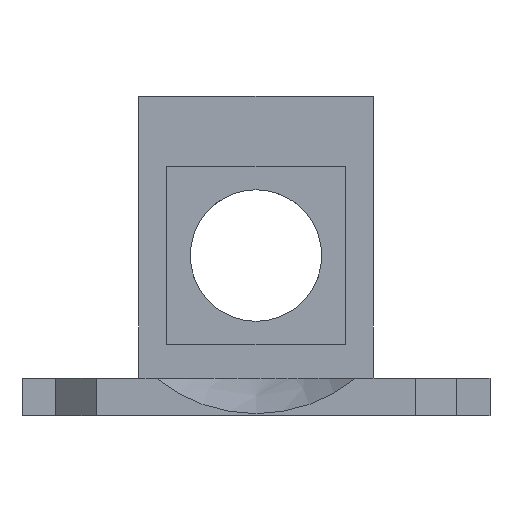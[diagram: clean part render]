
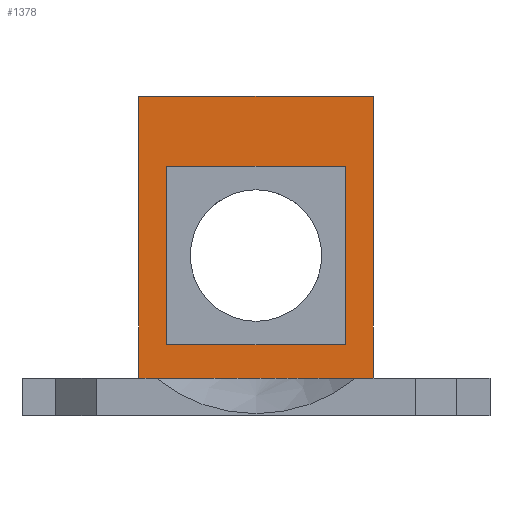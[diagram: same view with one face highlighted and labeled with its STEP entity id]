
A CAD part, front view. The second image highlights one B-rep face of the part: STEP entity #1378.
In plain terms, the highlighted planar face has unit normal (0, -1, 0).
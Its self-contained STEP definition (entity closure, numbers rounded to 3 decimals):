
#30=FACE_BOUND('',#213,.T.);
#67=PLANE('',#1485);
#136=FACE_OUTER_BOUND('',#212,.T.);
#212=EDGE_LOOP('',(#1172,#1173,#1174,#1175));
#213=EDGE_LOOP('',(#1176,#1177,#1178,#1179));
#331=LINE('',#2380,#489);
#338=LINE('',#2395,#496);
#342=LINE('',#2403,#500);
#345=LINE('',#2409,#503);
#348=LINE('',#2414,#506);
#373=LINE('',#2470,#531);
#374=LINE('',#2473,#532);
#375=LINE('',#2474,#533);
#489=VECTOR('',#1682,10.);
#496=VECTOR('',#1691,10.);
#500=VECTOR('',#1697,10.);
#503=VECTOR('',#1702,10.);
#506=VECTOR('',#1707,10.);
#531=VECTOR('',#1746,10.);
#532=VECTOR('',#1749,10.);
#533=VECTOR('',#1750,10.);
#668=VERTEX_POINT('',#2377);
#669=VERTEX_POINT('',#2379);
#675=VERTEX_POINT('',#2393);
#676=VERTEX_POINT('',#2394);
#679=VERTEX_POINT('',#2402);
#681=VERTEX_POINT('',#2408);
#703=VERTEX_POINT('',#2468);
#704=VERTEX_POINT('',#2472);
#833=EDGE_CURVE('',#668,#669,#331,.T.);
#840=EDGE_CURVE('',#675,#676,#338,.T.);
#844=EDGE_CURVE('',#679,#675,#342,.T.);
#847=EDGE_CURVE('',#681,#679,#345,.T.);
#850=EDGE_CURVE('',#676,#681,#348,.T.);
#877=EDGE_CURVE('',#703,#669,#373,.T.);
#878=EDGE_CURVE('',#703,#704,#374,.T.);
#879=EDGE_CURVE('',#704,#668,#375,.T.);
#1172=ORIENTED_EDGE('',*,*,#878,.F.);
#1173=ORIENTED_EDGE('',*,*,#877,.T.);
#1174=ORIENTED_EDGE('',*,*,#833,.F.);
#1175=ORIENTED_EDGE('',*,*,#879,.F.);
#1176=ORIENTED_EDGE('',*,*,#840,.T.);
#1177=ORIENTED_EDGE('',*,*,#850,.T.);
#1178=ORIENTED_EDGE('',*,*,#847,.T.);
#1179=ORIENTED_EDGE('',*,*,#844,.T.);
#1378=ADVANCED_FACE('',(#136,#30),#67,.T.);
#1485=AXIS2_PLACEMENT_3D('',#2471,#1747,#1748);
#1682=DIRECTION('',(1.,0.,0.));
#1691=DIRECTION('',(-1.,0.,0.));
#1697=DIRECTION('',(0.,0.,-1.));
#1702=DIRECTION('',(1.,0.,0.));
#1707=DIRECTION('',(0.,0.,1.));
#1746=DIRECTION('',(0.,0.,1.));
#1747=DIRECTION('center_axis',(0.,-1.,0.));
#1748=DIRECTION('ref_axis',(1.,0.,0.));
#1749=DIRECTION('',(-1.,0.,0.));
#1750=DIRECTION('',(0.,0.,1.));
#2377=CARTESIAN_POINT('',(-33.43,8.93,43.));
#2379=CARTESIAN_POINT('',(-8.43,8.93,43.));
#2380=CARTESIAN_POINT('',(-33.43,8.93,43.));
#2393=CARTESIAN_POINT('',(-11.43,8.93,16.55));
#2394=CARTESIAN_POINT('',(-30.43,8.93,16.55));
#2395=CARTESIAN_POINT('',(-22.43,8.93,16.55));
#2402=CARTESIAN_POINT('',(-11.43,8.93,35.55));
#2403=CARTESIAN_POINT('',(-11.43,8.93,24.275));
#2408=CARTESIAN_POINT('',(-30.43,8.93,35.55));
#2409=CARTESIAN_POINT('',(-31.93,8.93,35.55));
#2414=CARTESIAN_POINT('',(-30.43,8.93,14.775));
#2468=CARTESIAN_POINT('',(-8.43,8.93,13.));
#2470=CARTESIAN_POINT('',(-8.43,8.93,13.));
#2471=CARTESIAN_POINT('Origin',(-33.43,8.93,13.));
#2472=CARTESIAN_POINT('',(-33.43,8.93,13.));
#2473=CARTESIAN_POINT('',(-15.644,8.93,13.));
#2474=CARTESIAN_POINT('',(-33.43,8.93,13.));
